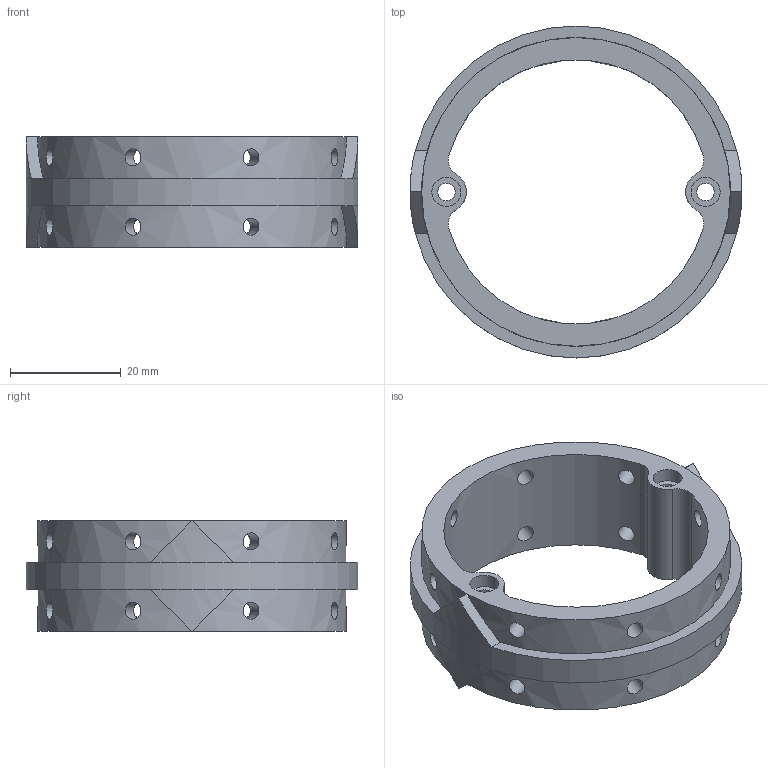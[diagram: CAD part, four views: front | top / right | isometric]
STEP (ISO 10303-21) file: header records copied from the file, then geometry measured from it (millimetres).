
FILE_DESCRIPTION(('FreeCAD Model'),'2;1');
FILE_NAME('Open CASCADE Shape Model','2025-10-16T17:40:36',(''),(''), 'Open CASCADE STEP processor 7.8','FreeCAD','Unknown');
FILE_SCHEMA(('AUTOMOTIVE_DESIGN { 1 0 10303 214 1 1 1 1 }'));
Length unit declared in the file: millimetre
Products named in the file (1): Body
Bounding box: 60 x 60 x 20 mm (x, y, z)
Volume: 15511.1 mm3; surface area: 9704.6 mm2
Topology: 1 solids, 1 shells, 57 faces, 171 edges, 120 vertices
Faces by surface type: cylinder 35, plane 18, bspline 4
Full cylindrical faces by diameter (mm): 3.1 x16, 3.2 x2, 5.25 x4, 60 x1
Entity records: 4895 total; most frequent: CARTESIAN_POINT 3357, ORIENTED_EDGE 342, DIRECTION 255, EDGE_CURVE 171, VERTEX_POINT 120, AXIS2_PLACEMENT_3D 110, FACE_BOUND 99, EDGE_LOOP 99
